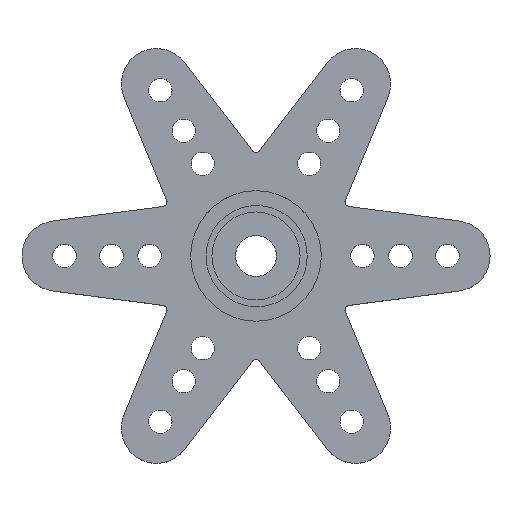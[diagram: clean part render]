
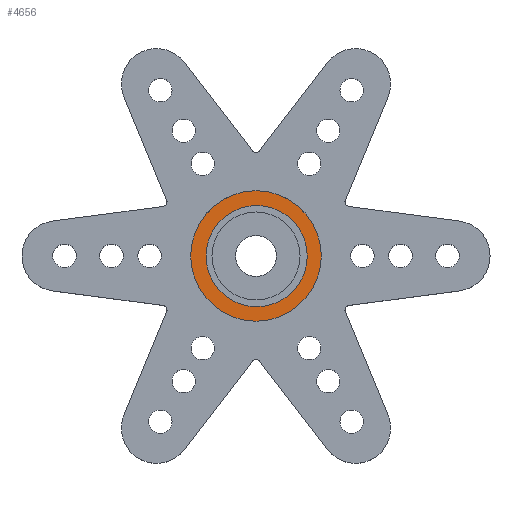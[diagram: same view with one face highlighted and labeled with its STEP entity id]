
A CAD part, top view. The second image highlights one B-rep face of the part: STEP entity #4656.
In plain terms, the highlighted planar face has unit normal (0, 0, 1).
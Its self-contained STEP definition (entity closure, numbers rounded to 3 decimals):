
#4439 = CYLINDRICAL_SURFACE('',#4440,4.45);
#4440 = AXIS2_PLACEMENT_3D('',#4441,#4442,#4443);
#4441 = CARTESIAN_POINT('',(0.,0.,2.6));
#4442 = DIRECTION('',(0.,0.,1.));
#4443 = DIRECTION('',(1.,0.,0.));
#4529 = CYLINDRICAL_SURFACE('',#4530,3.45);
#4530 = AXIS2_PLACEMENT_3D('',#4531,#4532,#4533);
#4531 = CARTESIAN_POINT('',(0.043,-0.011,2.));
#4532 = DIRECTION('',(-0.,-0.,-1.));
#4533 = DIRECTION('',(1.,0.,0.));
#4549 = VERTEX_POINT('',#4550);
#4550 = CARTESIAN_POINT('',(4.45,0.,2.));
#4571 = EDGE_CURVE('',#4549,#4549,#4572,.T.);
#4572 = SURFACE_CURVE('',#4573,(#4578,#4585),.PCURVE_S1.);
#4573 = CIRCLE('',#4574,4.45);
#4574 = AXIS2_PLACEMENT_3D('',#4575,#4576,#4577);
#4575 = CARTESIAN_POINT('',(0.,0.,2.));
#4576 = DIRECTION('',(0.,0.,1.));
#4577 = DIRECTION('',(1.,0.,0.));
#4578 = PCURVE('',#4439,#4579);
#4579 = DEFINITIONAL_REPRESENTATION('',(#4580),#4584);
#4580 = LINE('',#4581,#4582);
#4581 = CARTESIAN_POINT('',(0.,-0.6));
#4582 = VECTOR('',#4583,1.);
#4583 = DIRECTION('',(1.,0.));
#4584 = ( GEOMETRIC_REPRESENTATION_CONTEXT(2) 
PARAMETRIC_REPRESENTATION_CONTEXT() REPRESENTATION_CONTEXT('2D SPACE',''
  ) );
#4585 = PCURVE('',#4586,#4591);
#4586 = PLANE('',#4587);
#4587 = AXIS2_PLACEMENT_3D('',#4588,#4589,#4590);
#4588 = CARTESIAN_POINT('',(4.45,0.,2.));
#4589 = DIRECTION('',(0.,0.,-1.));
#4590 = DIRECTION('',(-1.,0.,0.));
#4591 = DEFINITIONAL_REPRESENTATION('',(#4592),#4600);
#4592 = ( BOUNDED_CURVE() B_SPLINE_CURVE(2,(#4593,#4594,#4595,#4596,
#4597,#4598,#4599),.UNSPECIFIED.,.F.,.F.) B_SPLINE_CURVE_WITH_KNOTS((1,2
    ,2,2,2,1),(-2.094,0.,2.094,4.189,
6.283,8.378),.UNSPECIFIED.) CURVE() 
GEOMETRIC_REPRESENTATION_ITEM() RATIONAL_B_SPLINE_CURVE((1.,0.5,1.,0.5,
1.,0.5,1.)) REPRESENTATION_ITEM('') );
#4593 = CARTESIAN_POINT('',(0.,0.));
#4594 = CARTESIAN_POINT('',(0.,7.708));
#4595 = CARTESIAN_POINT('',(6.675,3.854));
#4596 = CARTESIAN_POINT('',(13.35,0.));
#4597 = CARTESIAN_POINT('',(6.675,-3.854));
#4598 = CARTESIAN_POINT('',(0.,-7.708));
#4599 = CARTESIAN_POINT('',(0.,0.));
#4600 = ( GEOMETRIC_REPRESENTATION_CONTEXT(2) 
PARAMETRIC_REPRESENTATION_CONTEXT() REPRESENTATION_CONTEXT('2D SPACE',''
  ) );
#4606 = EDGE_CURVE('',#4607,#4607,#4609,.T.);
#4607 = VERTEX_POINT('',#4608);
#4608 = CARTESIAN_POINT('',(3.493,-0.011,2.));
#4609 = SURFACE_CURVE('',#4610,(#4615,#4622),.PCURVE_S1.);
#4610 = CIRCLE('',#4611,3.45);
#4611 = AXIS2_PLACEMENT_3D('',#4612,#4613,#4614);
#4612 = CARTESIAN_POINT('',(0.043,-0.011,2.));
#4613 = DIRECTION('',(0.,0.,1.));
#4614 = DIRECTION('',(1.,0.,0.));
#4615 = PCURVE('',#4529,#4616);
#4616 = DEFINITIONAL_REPRESENTATION('',(#4617),#4621);
#4617 = LINE('',#4618,#4619);
#4618 = CARTESIAN_POINT('',(-0.,0.));
#4619 = VECTOR('',#4620,1.);
#4620 = DIRECTION('',(-1.,0.));
#4621 = ( GEOMETRIC_REPRESENTATION_CONTEXT(2) 
PARAMETRIC_REPRESENTATION_CONTEXT() REPRESENTATION_CONTEXT('2D SPACE',''
  ) );
#4622 = PCURVE('',#4586,#4623);
#4623 = DEFINITIONAL_REPRESENTATION('',(#4624),#4632);
#4624 = ( BOUNDED_CURVE() B_SPLINE_CURVE(2,(#4625,#4626,#4627,#4628,
#4629,#4630,#4631),.UNSPECIFIED.,.F.,.F.) B_SPLINE_CURVE_WITH_KNOTS((1,2
    ,2,2,2,1),(-2.094,0.,2.094,4.189,
6.283,8.378),.UNSPECIFIED.) CURVE() 
GEOMETRIC_REPRESENTATION_ITEM() RATIONAL_B_SPLINE_CURVE((1.,0.5,1.,0.5,
1.,0.5,1.)) REPRESENTATION_ITEM('') );
#4625 = CARTESIAN_POINT('',(0.957,-0.011));
#4626 = CARTESIAN_POINT('',(0.957,5.965));
#4627 = CARTESIAN_POINT('',(6.132,2.977));
#4628 = CARTESIAN_POINT('',(11.307,-0.011));
#4629 = CARTESIAN_POINT('',(6.132,-2.998));
#4630 = CARTESIAN_POINT('',(0.957,-5.986));
#4631 = CARTESIAN_POINT('',(0.957,-0.011));
#4632 = ( GEOMETRIC_REPRESENTATION_CONTEXT(2) 
PARAMETRIC_REPRESENTATION_CONTEXT() REPRESENTATION_CONTEXT('2D SPACE',''
  ) );
#4656 = ADVANCED_FACE('',(#4657,#4660),#4586,.F.);
#4657 = FACE_BOUND('',#4658,.F.);
#4658 = EDGE_LOOP('',(#4659));
#4659 = ORIENTED_EDGE('',*,*,#4571,.F.);
#4660 = FACE_BOUND('',#4661,.F.);
#4661 = EDGE_LOOP('',(#4662));
#4662 = ORIENTED_EDGE('',*,*,#4606,.T.);
